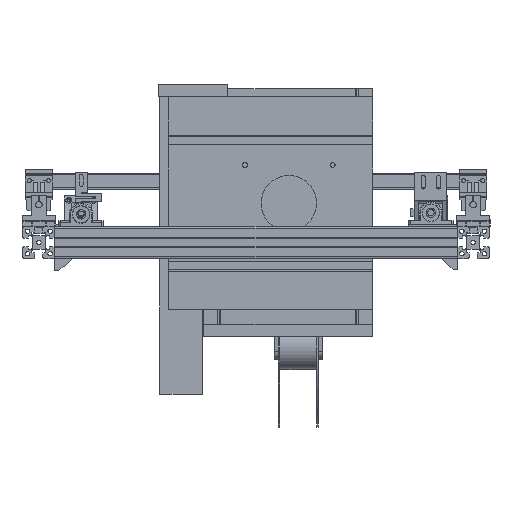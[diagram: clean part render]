
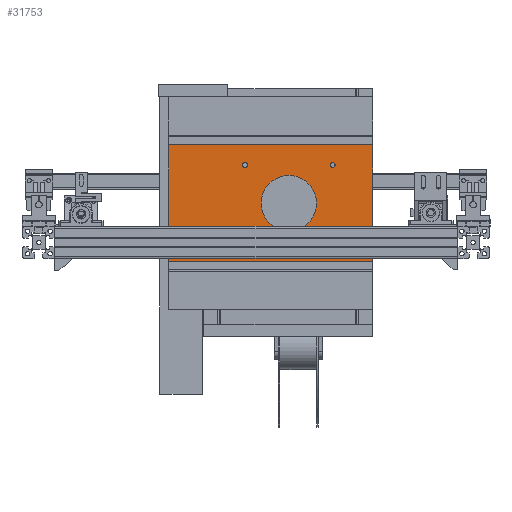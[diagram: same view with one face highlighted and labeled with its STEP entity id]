
A CAD part, front view. The second image highlights one B-rep face of the part: STEP entity #31753.
In plain terms, the highlighted planar face has unit normal (0, -1, 0).
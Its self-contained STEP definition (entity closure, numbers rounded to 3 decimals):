
#1636=FACE_BOUND('',#5184,.T.);
#1637=FACE_BOUND('',#5185,.T.);
#1638=FACE_BOUND('',#5186,.T.);
#1639=FACE_BOUND('',#5187,.T.);
#1640=FACE_BOUND('',#5188,.T.);
#2231=PLANE('',#34086);
#3363=FACE_OUTER_BOUND('',#5183,.T.);
#5183=EDGE_LOOP('',(#23679,#23680,#23681,#23682));
#5184=EDGE_LOOP('',(#23683));
#5185=EDGE_LOOP('',(#23684));
#5186=EDGE_LOOP('',(#23685));
#5187=EDGE_LOOP('',(#23686));
#5188=EDGE_LOOP('',(#23687));
#7752=LINE('',#45604,#10947);
#7753=LINE('',#45607,#10948);
#7754=LINE('',#45609,#10949);
#7755=LINE('',#45610,#10950);
#10947=VECTOR('',#37696,10.);
#10948=VECTOR('',#37699,10.);
#10949=VECTOR('',#37700,10.);
#10950=VECTOR('',#37701,10.);
#13438=CIRCLE('',#34054,34.5);
#13439=CIRCLE('',#34056,3.);
#13441=CIRCLE('',#34059,3.);
#13443=CIRCLE('',#34062,3.);
#13445=CIRCLE('',#34065,3.);
#14667=VERTEX_POINT('',#45535);
#14668=VERTEX_POINT('',#45539);
#14670=VERTEX_POINT('',#45545);
#14672=VERTEX_POINT('',#45551);
#14674=VERTEX_POINT('',#45557);
#14686=VERTEX_POINT('',#45600);
#14687=VERTEX_POINT('',#45602);
#14688=VERTEX_POINT('',#45606);
#14689=VERTEX_POINT('',#45608);
#18054=EDGE_CURVE('',#14667,#14667,#13438,.T.);
#18055=EDGE_CURVE('',#14668,#14668,#13439,.T.);
#18058=EDGE_CURVE('',#14670,#14670,#13441,.T.);
#18061=EDGE_CURVE('',#14672,#14672,#13443,.T.);
#18064=EDGE_CURVE('',#14674,#14674,#13445,.T.);
#18086=EDGE_CURVE('',#14686,#14687,#7752,.T.);
#18087=EDGE_CURVE('',#14688,#14686,#7753,.T.);
#18088=EDGE_CURVE('',#14689,#14687,#7754,.T.);
#18089=EDGE_CURVE('',#14688,#14689,#7755,.T.);
#23679=ORIENTED_EDGE('',*,*,#18087,.T.);
#23680=ORIENTED_EDGE('',*,*,#18086,.T.);
#23681=ORIENTED_EDGE('',*,*,#18088,.F.);
#23682=ORIENTED_EDGE('',*,*,#18089,.F.);
#23683=ORIENTED_EDGE('',*,*,#18054,.T.);
#23684=ORIENTED_EDGE('',*,*,#18055,.T.);
#23685=ORIENTED_EDGE('',*,*,#18058,.T.);
#23686=ORIENTED_EDGE('',*,*,#18061,.T.);
#23687=ORIENTED_EDGE('',*,*,#18064,.T.);
#31753=ADVANCED_FACE('',(#3363,#1636,#1637,#1638,#1639,#1640),#2231,.T.);
#34054=AXIS2_PLACEMENT_3D('',#45537,#37617,#37618);
#34056=AXIS2_PLACEMENT_3D('',#45540,#37621,#37622);
#34059=AXIS2_PLACEMENT_3D('',#45546,#37628,#37629);
#34062=AXIS2_PLACEMENT_3D('',#45552,#37635,#37636);
#34065=AXIS2_PLACEMENT_3D('',#45558,#37642,#37643);
#34086=AXIS2_PLACEMENT_3D('',#45605,#37697,#37698);
#37617=DIRECTION('center_axis',(0.,1.,0.));
#37618=DIRECTION('ref_axis',(-1.,0.,0.));
#37621=DIRECTION('center_axis',(0.,1.,0.));
#37622=DIRECTION('ref_axis',(-1.,0.,0.));
#37628=DIRECTION('center_axis',(0.,1.,0.));
#37629=DIRECTION('ref_axis',(-1.,0.,0.));
#37635=DIRECTION('center_axis',(0.,1.,0.));
#37636=DIRECTION('ref_axis',(-1.,0.,0.));
#37642=DIRECTION('center_axis',(0.,1.,0.));
#37643=DIRECTION('ref_axis',(-1.,0.,0.));
#37696=DIRECTION('',(0.,0.,1.));
#37697=DIRECTION('center_axis',(0.,-1.,0.));
#37698=DIRECTION('ref_axis',(1.,0.,0.));
#37699=DIRECTION('',(1.,0.,0.));
#37700=DIRECTION('',(1.,0.,0.));
#37701=DIRECTION('',(0.,0.,1.));
#45535=CARTESIAN_POINT('',(117.,117.,-32.5));
#45537=CARTESIAN_POINT('Origin',(82.5,117.,-32.5));
#45539=CARTESIAN_POINT('',(38.,117.,-87.));
#45540=CARTESIAN_POINT('Origin',(35.,117.,-87.));
#45545=CARTESIAN_POINT('',(38.,117.,22.));
#45546=CARTESIAN_POINT('Origin',(35.,117.,22.));
#45551=CARTESIAN_POINT('',(133.,117.,-87.));
#45552=CARTESIAN_POINT('Origin',(130.,117.,-87.));
#45557=CARTESIAN_POINT('',(133.,117.,22.));
#45558=CARTESIAN_POINT('Origin',(130.,117.,22.));
#45600=CARTESIAN_POINT('',(155.,117.,-137.));
#45602=CARTESIAN_POINT('',(155.,117.,117.));
#45604=CARTESIAN_POINT('',(155.,117.,-137.));
#45605=CARTESIAN_POINT('Origin',(10.,117.,-137.));
#45606=CARTESIAN_POINT('',(10.,117.,-137.));
#45607=CARTESIAN_POINT('',(0.,117.,-137.));
#45608=CARTESIAN_POINT('',(10.,117.,117.));
#45609=CARTESIAN_POINT('',(0.,117.,117.));
#45610=CARTESIAN_POINT('',(10.,117.,-137.));
